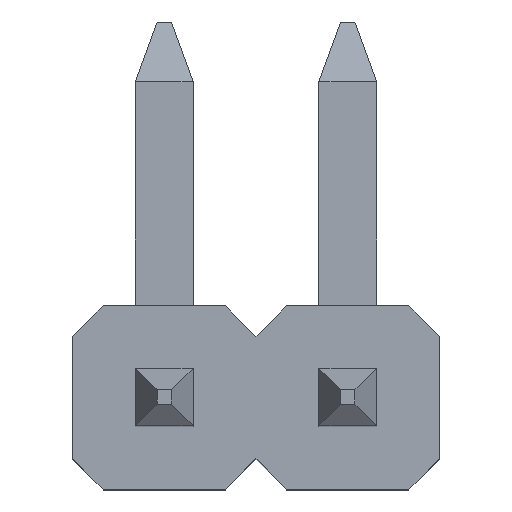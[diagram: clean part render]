
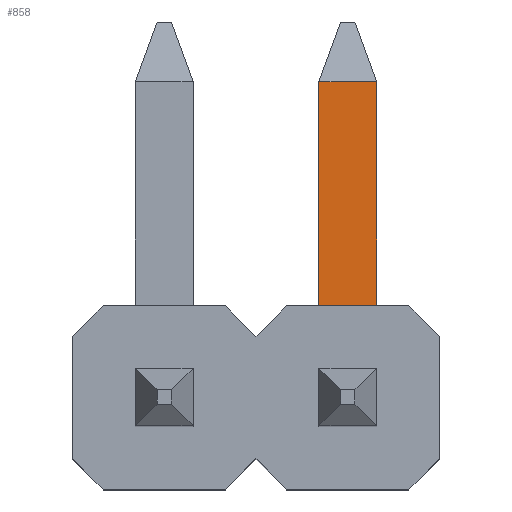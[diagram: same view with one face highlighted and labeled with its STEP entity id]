
A CAD part, top view. The second image highlights one B-rep face of the part: STEP entity #858.
In plain terms, the highlighted planar face has unit normal (0, 0, 1).
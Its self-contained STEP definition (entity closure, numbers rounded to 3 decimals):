
#124 = VECTOR ( 'NONE', #1743, 1000. ) ;
#431 = EDGE_CURVE ( 'NONE', #2064, #2125, #686, .T. ) ;
#442 = ORIENTED_EDGE ( 'NONE', *, *, #1406, .F. ) ;
#449 = CARTESIAN_POINT ( 'NONE',  ( 1.47, 2.605, -0.16 ) ) ;
#469 = EDGE_CURVE ( 'NONE', #1125, #563, #1533, .T. ) ;
#563 = VERTEX_POINT ( 'NONE', #738 ) ;
#667 = AXIS2_PLACEMENT_3D ( 'NONE', #1253, #1462, #1231 ) ;
#686 = LINE ( 'NONE', #2169, #124 ) ;
#738 = CARTESIAN_POINT ( 'NONE',  ( 1.47, 0.2, -0.16 ) ) ;
#798 = LINE ( 'NONE', #449, #1951 ) ;
#857 = VECTOR ( 'NONE', #2592, 1000. ) ;
#858 = ADVANCED_FACE ( 'NONE', ( #2139 ), #2502, .F. ) ;
#1125 = VERTEX_POINT ( 'NONE', #2226 ) ;
#1221 = DIRECTION ( 'NONE',  ( 0., -1., 0. ) ) ;
#1231 = DIRECTION ( 'NONE',  ( -1., 0., 0. ) ) ;
#1253 = CARTESIAN_POINT ( 'NONE',  ( 1.47, 2.605, -0.16 ) ) ;
#1289 = ORIENTED_EDGE ( 'NONE', *, *, #469, .T. ) ;
#1335 = EDGE_CURVE ( 'NONE', #2125, #1125, #2723, .T. ) ;
#1375 = CARTESIAN_POINT ( 'NONE',  ( 1.07, 2.193, -0.16 ) ) ;
#1406 = EDGE_CURVE ( 'NONE', #2064, #563, #798, .T. ) ;
#1462 = DIRECTION ( 'NONE',  ( 0., 0., -1. ) ) ;
#1533 = LINE ( 'NONE', #2573, #857 ) ;
#1743 = DIRECTION ( 'NONE',  ( -1., 0., 0. ) ) ;
#1918 = EDGE_LOOP ( 'NONE', ( #442, #2520, #2518, #1289 ) ) ;
#1951 = VECTOR ( 'NONE', #2576, 1000. ) ;
#2064 = VERTEX_POINT ( 'NONE', #2162 ) ;
#2125 = VERTEX_POINT ( 'NONE', #1375 ) ;
#2139 = FACE_OUTER_BOUND ( 'NONE', #1918, .T. ) ;
#2162 = CARTESIAN_POINT ( 'NONE',  ( 1.47, 2.193, -0.16 ) ) ;
#2169 = CARTESIAN_POINT ( 'NONE',  ( 1.47, 2.193, -0.16 ) ) ;
#2226 = CARTESIAN_POINT ( 'NONE',  ( 1.07, 0.2, -0.16 ) ) ;
#2325 = VECTOR ( 'NONE', #1221, 1000. ) ;
#2502 = PLANE ( 'NONE',  #667 ) ;
#2518 = ORIENTED_EDGE ( 'NONE', *, *, #1335, .T. ) ;
#2520 = ORIENTED_EDGE ( 'NONE', *, *, #431, .T. ) ;
#2573 = CARTESIAN_POINT ( 'NONE',  ( 1.47, 0.2, -0.16 ) ) ;
#2576 = DIRECTION ( 'NONE',  ( 0., -1., 0. ) ) ;
#2592 = DIRECTION ( 'NONE',  ( 1., 0., 0. ) ) ;
#2709 = CARTESIAN_POINT ( 'NONE',  ( 1.07, 2.605, -0.16 ) ) ;
#2723 = LINE ( 'NONE', #2709, #2325 ) ;
